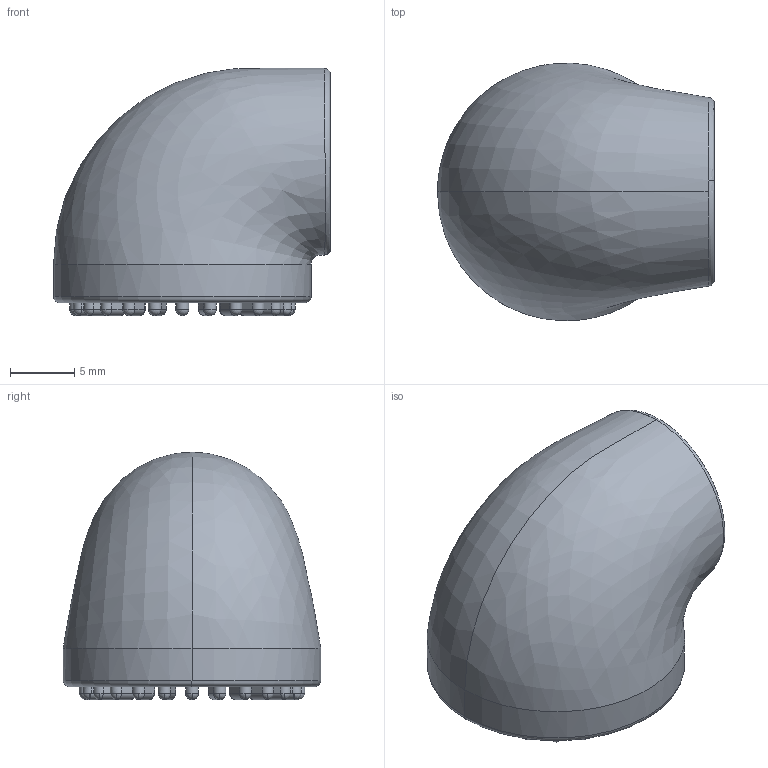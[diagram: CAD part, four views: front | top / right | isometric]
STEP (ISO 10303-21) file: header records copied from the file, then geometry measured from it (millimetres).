
FILE_DESCRIPTION (( 'STEP AP203' ), '1' );
FILE_NAME ('J3.STEP', '2024-09-28T08:41:26', ( '' ), ( '' ), 'SwSTEP 2.0', 'SolidWorks 2022', '' );
FILE_SCHEMA (( 'CONFIG_CONTROL_DESIGN' ));
Length unit declared in the file: millimetre
Products named in the file (1): J3
Bounding box: 21.5 x 20 x 19.2 mm (x, y, z)
Volume: 3852.2 mm3; surface area: 2226.4 mm2
Topology: 1 solids, 1 shells, 264 faces, 678 edges, 388 vertices
Faces by surface type: cylinder 130, sphere 70, plane 54, bspline 6, torus 4
Entity records: 8527 total; most frequent: CARTESIAN_POINT 2496, DIRECTION 1371, ORIENTED_EDGE 1164, EDGE_CURVE 582, AXIS2_PLACEMENT_3D 558, VERTEX_POINT 344, CIRCLE 299, EDGE_LOOP 290
